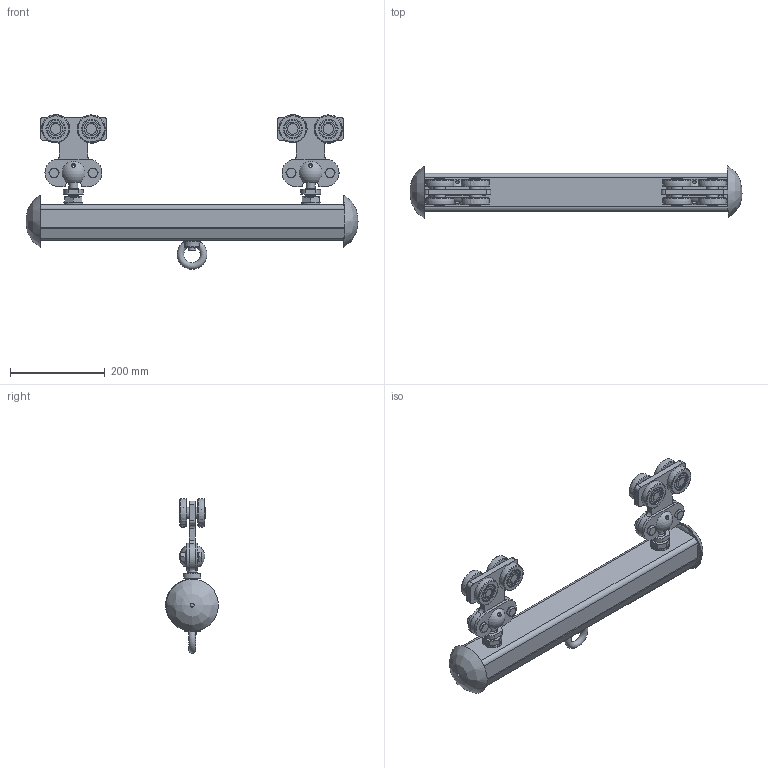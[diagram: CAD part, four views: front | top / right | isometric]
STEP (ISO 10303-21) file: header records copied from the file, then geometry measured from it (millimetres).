
FILE_DESCRIPTION(('STEP AP214'),'1');
FILE_NAME('PMH Åkvagn 1624.stp','2013-08-26T12:19:32',(' '),(' '),'Spatial InterOp 3D',' ',' ');
FILE_SCHEMA(('automotive_design'));
Length unit declared in the file: millimetre
Products named in the file (63): PMH Profilskena akvagn 1624; Part6; Part8; PMH Profilskena akvagn 1614; Part27; Part26; Part25; Part24; Part23; Part22; Part21; Part20; Part19; Part18; Part17; Part16; Part15; Part14; Part13; Part12; Part11; Part10; Part9; Part7; Part5; Part4; Part3; Part2; Part1; M6S M16x35
Assembly tree (62 placements, depth 3):
  PMH Profilskena akvagn 1624
    Part6
    Part6
    Part8
    PMH Profilskena akvagn 1614
      Part27
      Part26
      Part25
      Part24
      Part23
      Part22
      Part21
      Part20
      Part19
      Part18
      Part17
      Part16
      Part15
      Part14
      Part13
      Part12
      Part11
      Part10
      Part9
      Part8
      Part7
      Part6
      Part5
      Part4
      Part3
      Part2
      Part1
    PMH Profilskena akvagn 1614
      Part27
      Part26
      Part25
      Part24
      Part23
      Part22
      Part21
      Part20
      Part19
      Part18
      Part17
      Part16
      Part15
      Part14
      Part13
      Part12
      Part11
      Part10
      Part9
      Part8
      Part7
      Part6
      Part5
      Part4
      Part3
      Part2
      Part1
Bounding box: 699.97 x 111.22 x 326.08 mm (x, y, z)
Volume: 1920590.7 mm3; surface area: 701633.8 mm2
Topology: 60 solids, 60 shells, 831 faces, 1823 edges, 1154 vertices
Faces by surface type: plane 342, cylinder 194, cone 188, bspline 52, torus 37, sphere 18
Full cylindrical faces by diameter (mm): 8 x2, 10.106 x4, 12 x4, 12.5 x12, 14.5 x1, 16 x1, 16.5 x1, 16.98 x4, 17 x8, 17.2 x12, 17.5 x8, 18.88 x4, 19 x2, 20 x2, 20.752 x4, 24 x10, 29 x8, 35 x1, 40.6 x16, 41 x16
Entity records: 22118 total; most frequent: CARTESIAN_POINT 7994, DIRECTION 1986, ORIENTED_EDGE 1638, AXIS2_PLACEMENT_3D 858, EDGE_CURVE 819, EDGE_LOOP 680, VERTEX_POINT 593, FACE_OUTER_BOUND 536
